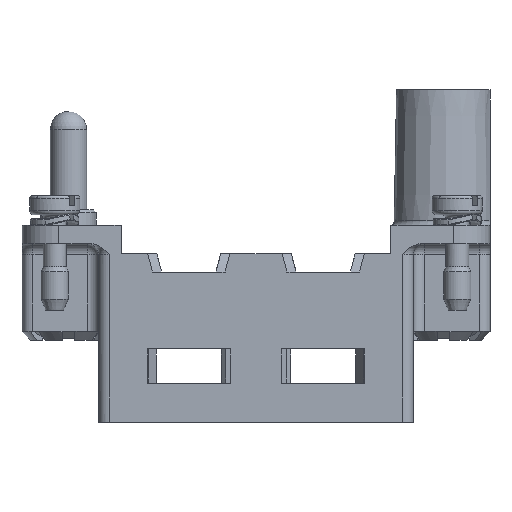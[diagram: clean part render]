
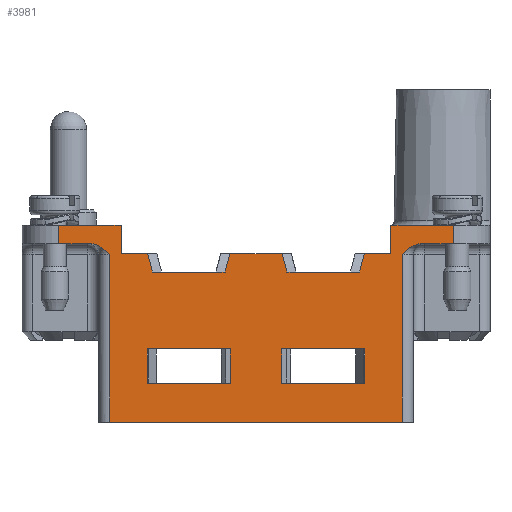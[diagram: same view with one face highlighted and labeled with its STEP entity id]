
A CAD part, front view. The second image highlights one B-rep face of the part: STEP entity #3981.
In plain terms, the highlighted planar face has unit normal (0, -1, 0).
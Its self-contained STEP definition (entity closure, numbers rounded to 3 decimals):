
#3981=ADVANCED_FACE('',(#8793,#8794,#8795),#4937,.F.);
#4937=PLANE('',#20397);
#5535=B_SPLINE_CURVE_WITH_KNOTS('',3,(#27341,#27342,#27343,#27344,#27345,
#27346),.UNSPECIFIED.,.F.,.F.,(4,2,4),(0.,0.5,1.),.UNSPECIFIED.);
#5536=B_SPLINE_CURVE_WITH_KNOTS('',3,(#27354,#27355,#27356,#27357,#27358,
#27359),.UNSPECIFIED.,.F.,.F.,(4,2,4),(0.,0.5,1.),.UNSPECIFIED.);
#5876=LINE('',#25845,#7307);
#5882=LINE('',#25882,#7313);
#5886=LINE('',#25910,#7317);
#6040=LINE('',#27261,#7471);
#6066=LINE('',#27348,#7497);
#6067=LINE('',#27350,#7498);
#6068=LINE('',#27352,#7499);
#6069=LINE('',#27361,#7500);
#6070=LINE('',#27363,#7501);
#6071=LINE('',#27364,#7502);
#6072=LINE('',#27366,#7503);
#6073=LINE('',#27368,#7504);
#6074=LINE('',#27370,#7505);
#6075=LINE('',#27372,#7506);
#6076=LINE('',#27374,#7507);
#6077=LINE('',#27376,#7508);
#6078=LINE('',#27378,#7509);
#6079=LINE('',#27380,#7510);
#6080=LINE('',#27382,#7511);
#6081=LINE('',#27383,#7512);
#6082=LINE('',#27384,#7513);
#6083=LINE('',#27387,#7514);
#6084=LINE('',#27389,#7515);
#6085=LINE('',#27391,#7516);
#6086=LINE('',#27392,#7517);
#6087=LINE('',#27395,#7518);
#6088=LINE('',#27397,#7519);
#6089=LINE('',#27399,#7520);
#7307=VECTOR('',#21661,1.);
#7313=VECTOR('',#21683,1.);
#7317=VECTOR('',#21697,1.);
#7471=VECTOR('',#21999,1.);
#7497=VECTOR('',#22045,1.);
#7498=VECTOR('',#22046,1.);
#7499=VECTOR('',#22047,1.);
#7500=VECTOR('',#22048,1.);
#7501=VECTOR('',#22049,1.);
#7502=VECTOR('',#22050,1.);
#7503=VECTOR('',#22051,1.);
#7504=VECTOR('',#22052,1.);
#7505=VECTOR('',#22053,1.);
#7506=VECTOR('',#22054,1.);
#7507=VECTOR('',#22055,1.);
#7508=VECTOR('',#22056,1.);
#7509=VECTOR('',#22057,1.);
#7510=VECTOR('',#22058,1.);
#7511=VECTOR('',#22059,1.);
#7512=VECTOR('',#22060,1.);
#7513=VECTOR('',#22061,1.);
#7514=VECTOR('',#22062,1.);
#7515=VECTOR('',#22063,1.);
#7516=VECTOR('',#22064,1.);
#7517=VECTOR('',#22065,1.);
#7518=VECTOR('',#22066,1.);
#7519=VECTOR('',#22067,1.);
#7520=VECTOR('',#22068,1.);
#8793=FACE_BOUND('',#9111,.T.);
#8794=FACE_BOUND('',#9112,.T.);
#8795=FACE_BOUND('',#9113,.T.);
#9111=EDGE_LOOP('',(#10549,#10550,#10551,#10552,#10553,#10554,#10555,#10556,
#10557,#10558,#10559,#10560,#10561,#10562,#10563,#10564,#10565,#10566,#10567,
#10568,#10569,#10570));
#9112=EDGE_LOOP('',(#10571,#10572,#10573,#10574));
#9113=EDGE_LOOP('',(#10575,#10576,#10577,#10578));
#10549=ORIENTED_EDGE('',*,*,#16883,.T.);
#10550=ORIENTED_EDGE('',*,*,#17174,.T.);
#10551=ORIENTED_EDGE('',*,*,#17175,.T.);
#10552=ORIENTED_EDGE('',*,*,#17176,.F.);
#10553=ORIENTED_EDGE('',*,*,#17177,.T.);
#10554=ORIENTED_EDGE('',*,*,#17178,.T.);
#10555=ORIENTED_EDGE('',*,*,#17179,.F.);
#10556=ORIENTED_EDGE('',*,*,#17180,.F.);
#10557=ORIENTED_EDGE('',*,*,#16861,.T.);
#10558=ORIENTED_EDGE('',*,*,#17181,.T.);
#10559=ORIENTED_EDGE('',*,*,#17182,.F.);
#10560=ORIENTED_EDGE('',*,*,#17183,.F.);
#10561=ORIENTED_EDGE('',*,*,#17184,.F.);
#10562=ORIENTED_EDGE('',*,*,#17185,.F.);
#10563=ORIENTED_EDGE('',*,*,#17186,.F.);
#10564=ORIENTED_EDGE('',*,*,#17187,.F.);
#10565=ORIENTED_EDGE('',*,*,#17188,.F.);
#10566=ORIENTED_EDGE('',*,*,#17189,.F.);
#10567=ORIENTED_EDGE('',*,*,#17190,.F.);
#10568=ORIENTED_EDGE('',*,*,#17144,.F.);
#10569=ORIENTED_EDGE('',*,*,#16874,.F.);
#10570=ORIENTED_EDGE('',*,*,#17191,.T.);
#10571=ORIENTED_EDGE('',*,*,#17192,.F.);
#10572=ORIENTED_EDGE('',*,*,#17193,.F.);
#10573=ORIENTED_EDGE('',*,*,#17194,.F.);
#10574=ORIENTED_EDGE('',*,*,#17195,.F.);
#10575=ORIENTED_EDGE('',*,*,#17196,.F.);
#10576=ORIENTED_EDGE('',*,*,#17197,.F.);
#10577=ORIENTED_EDGE('',*,*,#17198,.F.);
#10578=ORIENTED_EDGE('',*,*,#17199,.F.);
#15192=VERTEX_POINT('',#25844);
#15193=VERTEX_POINT('',#25846);
#15201=VERTEX_POINT('',#25874);
#15205=VERTEX_POINT('',#25881);
#15214=VERTEX_POINT('',#25909);
#15215=VERTEX_POINT('',#25911);
#15422=VERTEX_POINT('',#27234);
#15451=VERTEX_POINT('',#27347);
#15452=VERTEX_POINT('',#27349);
#15453=VERTEX_POINT('',#27351);
#15454=VERTEX_POINT('',#27353);
#15455=VERTEX_POINT('',#27360);
#15456=VERTEX_POINT('',#27362);
#15457=VERTEX_POINT('',#27365);
#15458=VERTEX_POINT('',#27367);
#15459=VERTEX_POINT('',#27369);
#15460=VERTEX_POINT('',#27371);
#15461=VERTEX_POINT('',#27373);
#15462=VERTEX_POINT('',#27375);
#15463=VERTEX_POINT('',#27377);
#15464=VERTEX_POINT('',#27379);
#15465=VERTEX_POINT('',#27381);
#15466=VERTEX_POINT('',#27385);
#15467=VERTEX_POINT('',#27386);
#15468=VERTEX_POINT('',#27388);
#15469=VERTEX_POINT('',#27390);
#15470=VERTEX_POINT('',#27393);
#15471=VERTEX_POINT('',#27394);
#15472=VERTEX_POINT('',#27396);
#15473=VERTEX_POINT('',#27398);
#16861=EDGE_CURVE('',#15193,#15192,#5876,.T.);
#16874=EDGE_CURVE('',#15205,#15201,#5882,.T.);
#16883=EDGE_CURVE('',#15215,#15214,#5886,.T.);
#17144=EDGE_CURVE('',#15201,#15422,#6040,.T.);
#17174=EDGE_CURVE('',#15214,#15451,#5535,.T.);
#17175=EDGE_CURVE('',#15451,#15452,#6066,.T.);
#17176=EDGE_CURVE('',#15453,#15452,#6067,.T.);
#17177=EDGE_CURVE('',#15453,#15454,#6068,.T.);
#17178=EDGE_CURVE('',#15454,#15455,#5536,.T.);
#17179=EDGE_CURVE('',#15456,#15455,#6069,.T.);
#17180=EDGE_CURVE('',#15193,#15456,#6070,.T.);
#17181=EDGE_CURVE('',#15192,#15457,#6071,.T.);
#17182=EDGE_CURVE('',#15458,#15457,#6072,.T.);
#17183=EDGE_CURVE('',#15459,#15458,#6073,.T.);
#17184=EDGE_CURVE('',#15460,#15459,#6074,.T.);
#17185=EDGE_CURVE('',#15461,#15460,#6075,.T.);
#17186=EDGE_CURVE('',#15462,#15461,#6076,.T.);
#17187=EDGE_CURVE('',#15463,#15462,#6077,.T.);
#17188=EDGE_CURVE('',#15464,#15463,#6078,.T.);
#17189=EDGE_CURVE('',#15465,#15464,#6079,.T.);
#17190=EDGE_CURVE('',#15422,#15465,#6080,.T.);
#17191=EDGE_CURVE('',#15205,#15215,#6081,.T.);
#17192=EDGE_CURVE('',#15466,#15467,#6082,.T.);
#17193=EDGE_CURVE('',#15468,#15466,#6083,.T.);
#17194=EDGE_CURVE('',#15469,#15468,#6084,.T.);
#17195=EDGE_CURVE('',#15467,#15469,#6085,.T.);
#17196=EDGE_CURVE('',#15470,#15471,#6086,.T.);
#17197=EDGE_CURVE('',#15472,#15470,#6087,.T.);
#17198=EDGE_CURVE('',#15473,#15472,#6088,.T.);
#17199=EDGE_CURVE('',#15471,#15473,#6089,.T.);
#20397=AXIS2_PLACEMENT_3D('',#27400,#22069,#22070);
#21661=DIRECTION('',(-1.,0.,0.));
#21683=DIRECTION('',(1.,0.,0.));
#21697=DIRECTION('',(1.,0.,0.));
#21999=DIRECTION('',(0.,0.,-1.));
#22045=DIRECTION('',(0.,0.,-1.));
#22046=DIRECTION('',(-1.,0.,0.));
#22047=DIRECTION('',(0.,0.,1.));
#22048=DIRECTION('',(-1.,0.,0.));
#22049=DIRECTION('',(0.,0.,-1.));
#22050=DIRECTION('',(0.,0.,-1.));
#22051=DIRECTION('',(1.,0.,0.));
#22052=DIRECTION('',(0.259,0.,0.966));
#22053=DIRECTION('',(1.,0.,0.));
#22054=DIRECTION('',(0.259,0.,-0.966));
#22055=DIRECTION('',(1.,0.,0.));
#22056=DIRECTION('',(0.259,0.,0.966));
#22057=DIRECTION('',(1.,0.,0.));
#22058=DIRECTION('',(0.259,0.,-0.966));
#22059=DIRECTION('',(1.,0.,0.));
#22060=DIRECTION('',(0.,0.,-1.));
#22061=DIRECTION('',(0.,0.,1.));
#22062=DIRECTION('',(1.,0.,0.));
#22063=DIRECTION('',(0.,0.,-1.));
#22064=DIRECTION('',(-1.,0.,0.));
#22065=DIRECTION('',(0.,0.,1.));
#22066=DIRECTION('',(1.,0.,0.));
#22067=DIRECTION('',(0.,0.,-1.));
#22068=DIRECTION('',(-1.,0.,0.));
#22069=DIRECTION('',(0.,1.,0.));
#22070=DIRECTION('',(0.,0.,-1.));
#25844=CARTESIAN_POINT('',(14.75,-17.25,2.));
#25845=CARTESIAN_POINT('',(21.575,-17.25,2.));
#25846=CARTESIAN_POINT('',(21.575,-17.25,2.));
#25874=CARTESIAN_POINT('',(-14.75,-17.25,2.));
#25881=CARTESIAN_POINT('',(-21.575,-17.25,2.));
#25882=CARTESIAN_POINT('',(-21.575,-17.25,2.));
#25909=CARTESIAN_POINT('',(-18.078,-17.25,0.));
#25910=CARTESIAN_POINT('',(-17.2,-17.25,0.));
#25911=CARTESIAN_POINT('',(-21.575,-17.25,0.));
#27234=CARTESIAN_POINT('',(-14.75,-17.25,-1.1));
#27261=CARTESIAN_POINT('',(-14.75,-17.25,2.));
#27341=CARTESIAN_POINT('',(-18.078,-17.25,0.));
#27342=CARTESIAN_POINT('',(-17.662,-17.25,0.));
#27343=CARTESIAN_POINT('',(-17.269,-17.25,-0.161));
#27344=CARTESIAN_POINT('',(-16.586,-17.25,-0.615));
#27345=CARTESIAN_POINT('',(-16.29,-17.25,-0.91));
#27346=CARTESIAN_POINT('',(-16.,-17.25,-1.2));
#27347=CARTESIAN_POINT('',(-16.,-17.25,-1.2));
#27348=CARTESIAN_POINT('',(-16.,-17.25,-19.5));
#27349=CARTESIAN_POINT('',(-16.,-17.25,-19.5));
#27350=CARTESIAN_POINT('',(17.2,-17.25,-19.5));
#27351=CARTESIAN_POINT('',(16.,-17.25,-19.5));
#27352=CARTESIAN_POINT('',(16.,-17.25,2.));
#27353=CARTESIAN_POINT('',(16.,-17.25,-1.2));
#27354=CARTESIAN_POINT('',(16.,-17.25,-1.2));
#27355=CARTESIAN_POINT('',(16.29,-17.25,-0.91));
#27356=CARTESIAN_POINT('',(16.586,-17.25,-0.615));
#27357=CARTESIAN_POINT('',(17.269,-17.25,-0.161));
#27358=CARTESIAN_POINT('',(17.662,-17.25,0.));
#27359=CARTESIAN_POINT('',(18.078,-17.25,0.));
#27360=CARTESIAN_POINT('',(18.078,-17.25,0.));
#27361=CARTESIAN_POINT('',(17.2,-17.25,0.));
#27362=CARTESIAN_POINT('',(21.575,-17.25,0.));
#27363=CARTESIAN_POINT('',(21.575,-17.25,2.));
#27364=CARTESIAN_POINT('',(14.75,-17.25,2.));
#27365=CARTESIAN_POINT('',(14.75,-17.25,-1.1));
#27366=CARTESIAN_POINT('',(11.85,-17.25,-1.1));
#27367=CARTESIAN_POINT('',(11.85,-17.25,-1.1));
#27368=CARTESIAN_POINT('',(11.314,-17.25,-3.1));
#27369=CARTESIAN_POINT('',(11.314,-17.25,-3.1));
#27370=CARTESIAN_POINT('',(3.386,-17.25,-3.1));
#27371=CARTESIAN_POINT('',(3.386,-17.25,-3.1));
#27372=CARTESIAN_POINT('',(2.85,-17.25,-1.1));
#27373=CARTESIAN_POINT('',(2.85,-17.25,-1.1));
#27374=CARTESIAN_POINT('',(-2.85,-17.25,-1.1));
#27375=CARTESIAN_POINT('',(-2.85,-17.25,-1.1));
#27376=CARTESIAN_POINT('',(-3.386,-17.25,-3.1));
#27377=CARTESIAN_POINT('',(-3.386,-17.25,-3.1));
#27378=CARTESIAN_POINT('',(-11.314,-17.25,-3.1));
#27379=CARTESIAN_POINT('',(-11.314,-17.25,-3.1));
#27380=CARTESIAN_POINT('',(-11.85,-17.25,-1.1));
#27381=CARTESIAN_POINT('',(-11.85,-17.25,-1.1));
#27382=CARTESIAN_POINT('',(-17.2,-17.25,-1.1));
#27383=CARTESIAN_POINT('',(-21.575,-17.25,2.));
#27384=CARTESIAN_POINT('',(-2.8,-17.25,-15.3));
#27385=CARTESIAN_POINT('',(-2.8,-17.25,-15.3));
#27386=CARTESIAN_POINT('',(-2.8,-17.25,-11.5));
#27387=CARTESIAN_POINT('',(-11.9,-17.25,-15.3));
#27388=CARTESIAN_POINT('',(-11.9,-17.25,-15.3));
#27389=CARTESIAN_POINT('',(-11.9,-17.25,-11.5));
#27390=CARTESIAN_POINT('',(-11.9,-17.25,-11.5));
#27391=CARTESIAN_POINT('',(-2.8,-17.25,-11.5));
#27392=CARTESIAN_POINT('',(11.9,-17.25,-15.3));
#27393=CARTESIAN_POINT('',(11.9,-17.25,-15.3));
#27394=CARTESIAN_POINT('',(11.9,-17.25,-11.5));
#27395=CARTESIAN_POINT('',(2.8,-17.25,-15.3));
#27396=CARTESIAN_POINT('',(2.8,-17.25,-15.3));
#27397=CARTESIAN_POINT('',(2.8,-17.25,-11.5));
#27398=CARTESIAN_POINT('',(2.8,-17.25,-11.5));
#27399=CARTESIAN_POINT('',(11.9,-17.25,-11.5));
#27400=CARTESIAN_POINT('',(-17.2,-17.25,2.));
